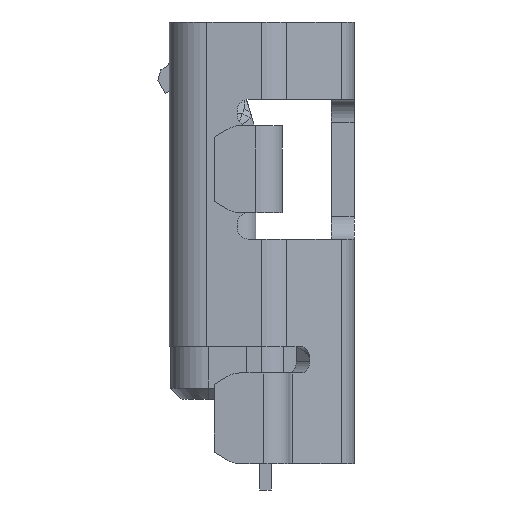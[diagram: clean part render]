
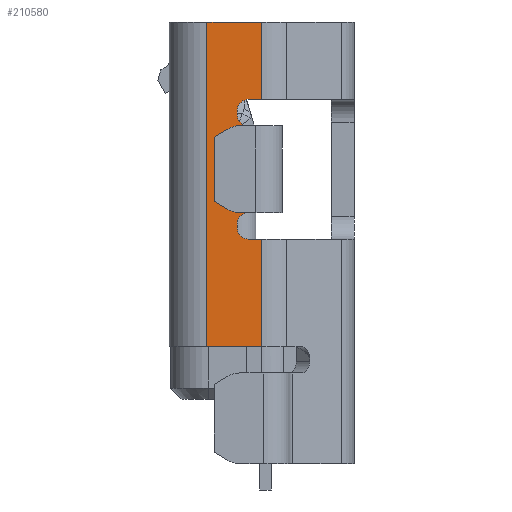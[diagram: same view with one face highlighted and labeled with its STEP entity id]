
A CAD part, left-side view. The second image highlights one B-rep face of the part: STEP entity #210580.
In plain terms, the highlighted planar face has unit normal (-1, 0, 0).
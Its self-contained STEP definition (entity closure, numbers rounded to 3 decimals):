
#182230=CARTESIAN_POINT('',(-3.75,-16.25,-0.665));
#182240=VERTEX_POINT('',#182230);
#182270=CARTESIAN_POINT('',(-3.75,-16.25,
0.059));
#182280=DIRECTION('',(0.,0.,-1.));
#182290=VECTOR('',#182280,0.724);
#182300=LINE('',#182270,#182290);
#182310=CARTESIAN_POINT('',(-3.75,-16.25,
0.059));
#182320=VERTEX_POINT('',#182310);
#182330=EDGE_CURVE('',#182320,#182240,#182300,.T.);
#183950=CARTESIAN_POINT('',(-3.75,-12.975,-0.115));
#183960=VERTEX_POINT('',#183950);
#183990=CARTESIAN_POINT('',(-3.75,-12.975,-0.115));
#184000=DIRECTION('',(0.,0.,1.));
#184010=VECTOR('',#184000,0.174);
#184020=LINE('',#183990,#184010);
#184030=CARTESIAN_POINT('',(-3.75,-12.975,
0.059));
#184040=VERTEX_POINT('',#184030);
#184050=EDGE_CURVE('',#183960,#184040,#184020,.T.);
#186260=CARTESIAN_POINT('',(-3.75,-14.825,
0.059));
#186270=VERTEX_POINT('',#186260);
#186300=CARTESIAN_POINT('',(-3.75,-14.825,
0.059));
#186310=DIRECTION('',(0.,0.,-1.));
#186320=VECTOR('',#186310,0.174);
#186330=LINE('',#186300,#186320);
#186340=CARTESIAN_POINT('',(-3.75,-14.825,-0.115));
#186350=VERTEX_POINT('',#186340);
#186360=EDGE_CURVE('',#186270,#186350,#186330,.T.);
#186620=CARTESIAN_POINT('',(-3.75,-17.8,
0.059));
#186630=DIRECTION('',(0.,-1.,0.));
#186640=VECTOR('',#186630,1.);
#186650=LINE('',#186620,#186640);
#186660=EDGE_CURVE('',#186270,#182320,#186650,.T.);
#188420=CARTESIAN_POINT('',(-3.75,-11.95,
0.059));
#188430=VERTEX_POINT('',#188420);
#188460=CARTESIAN_POINT('',(-3.75,-11.95,-0.665));
#188470=DIRECTION('',(0.,0.,1.));
#188480=VECTOR('',#188470,0.724);
#188490=LINE('',#188460,#188480);
#188500=CARTESIAN_POINT('',(-3.75,-11.95,-0.665));
#188510=VERTEX_POINT('',#188500);
#188520=EDGE_CURVE('',#188510,#188430,#188490,.T.);
#189340=CARTESIAN_POINT('',(-3.75,-17.8,-0.665));
#189350=DIRECTION('',(0.,1.,0.));
#189360=VECTOR('',#189350,1.);
#189370=LINE('',#189340,#189360);
#189380=EDGE_CURVE('',#182240,#188510,#189370,.T.);
#209520=CARTESIAN_POINT('',(-3.75,-13.175,-0.265));
#209530=VERTEX_POINT('',#209520);
#209560=CARTESIAN_POINT('',(-3.75,-13.125,-0.265));
#209570=DIRECTION('',(0.,-1.,0.));
#209580=VECTOR('',#209570,0.05);
#209590=LINE('',#209560,#209580);
#209600=CARTESIAN_POINT('',(-3.75,-13.125,-0.265));
#209610=VERTEX_POINT('',#209600);
#209620=EDGE_CURVE('',#209610,#209530,#209590,.T.);
#209740=CARTESIAN_POINT('',(-3.75,-11.95,
0.003));
#209750=DIRECTION('',(-1.,-0.,-0.));
#209760=DIRECTION('',(0.,0.,-1.));
#209770=AXIS2_PLACEMENT_3D('',#209740,#209750,#209760);
#209780=PLANE('',#209770);
#209790=CARTESIAN_POINT('',(-3.75,-17.8,
0.059));
#209800=DIRECTION('',(0.,-1.,0.));
#209810=VECTOR('',#209800,1.);
#209820=LINE('',#209790,#209810);
#209830=EDGE_CURVE('',#188430,#184040,#209820,.T.);
#209840=ORIENTED_EDGE('',*,*,#209830,.F.);
#209850=ORIENTED_EDGE('',*,*,#184050,.T.);
#209860=CARTESIAN_POINT('',(-3.75,-13.125,-0.115));
#209870=DIRECTION('',(1.,0.,0.));
#209880=DIRECTION('',(0.,0.,-1.));
#209890=AXIS2_PLACEMENT_3D('',#209860,#209870,#209880);
#209900=CIRCLE('',#209890,0.15);
#209910=EDGE_CURVE('',#209610,#183960,#209900,.T.);
#209920=ORIENTED_EDGE('',*,*,#209910,.T.);
#209930=ORIENTED_EDGE('',*,*,#209620,.F.);
#209940=CARTESIAN_POINT('',(-3.75,-13.175,-0.115));
#209950=DIRECTION('',(1.,0.,0.));
#209960=DIRECTION('',(0.,-1.,0.));
#209970=AXIS2_PLACEMENT_3D('',#209940,#209950,#209960);
#209980=CIRCLE('',#209970,0.15);
#209990=CARTESIAN_POINT('',(-3.75,-13.325,-0.115));
#210000=VERTEX_POINT('',#209990);
#210010=EDGE_CURVE('',#210000,#209530,#209980,.T.);
#210020=ORIENTED_EDGE('',*,*,#210010,.T.);
#210030=CARTESIAN_POINT('',(-3.75,-13.325,
-0.065));
#210040=DIRECTION('',(0.,0.,-1.));
#210050=VECTOR('',#210040,0.05);
#210060=LINE('',#210030,#210050);
#210070=CARTESIAN_POINT('',(-3.75,-13.325,
-0.065));
#210080=VERTEX_POINT('',#210070);
#210090=EDGE_CURVE('',#210080,#210000,#210060,.T.);
#210100=ORIENTED_EDGE('',*,*,#210090,.T.);
#210110=CARTESIAN_POINT('',(-3.75,-17.8,
-0.065));
#210120=DIRECTION('',(0.,-1.,0.));
#210130=VECTOR('',#210120,1.);
#210140=LINE('',#210110,#210130);
#210150=CARTESIAN_POINT('',(-3.75,-14.475,
-0.065));
#210160=VERTEX_POINT('',#210150);
#210170=EDGE_CURVE('',#210080,#210160,#210140,.T.);
#210180=ORIENTED_EDGE('',*,*,#210170,.F.);
#210190=CARTESIAN_POINT('',(-3.75,-14.475,
-0.065));
#210200=DIRECTION('',(0.,0.,-1.));
#210210=VECTOR('',#210200,0.05);
#210220=LINE('',#210190,#210210);
#210230=CARTESIAN_POINT('',(-3.75,-14.475,-0.115));
#210240=VERTEX_POINT('',#210230);
#210250=EDGE_CURVE('',#210160,#210240,#210220,.T.);
#210260=ORIENTED_EDGE('',*,*,#210250,.F.);
#210270=CARTESIAN_POINT('',(-3.75,-14.625,-0.115));
#210280=DIRECTION('',(1.,0.,0.));
#210290=DIRECTION('',(0.,0.,-1.));
#210300=AXIS2_PLACEMENT_3D('',#210270,#210280,#210290);
#210310=CIRCLE('',#210300,0.15);
#210320=CARTESIAN_POINT('',(-3.75,-14.625,-0.265));
#210330=VERTEX_POINT('',#210320);
#210340=EDGE_CURVE('',#210330,#210240,#210310,.T.);
#210350=ORIENTED_EDGE('',*,*,#210340,.T.);
#210360=CARTESIAN_POINT('',(-3.75,-14.625,-0.265));
#210370=DIRECTION('',(0.,-1.,0.));
#210380=VECTOR('',#210370,0.05);
#210390=LINE('',#210360,#210380);
#210400=CARTESIAN_POINT('',(-3.75,-14.675,-0.265));
#210410=VERTEX_POINT('',#210400);
#210420=EDGE_CURVE('',#210330,#210410,#210390,.T.);
#210430=ORIENTED_EDGE('',*,*,#210420,.F.);
#210440=CARTESIAN_POINT('',(-3.75,-14.675,-0.115));
#210450=DIRECTION('',(1.,0.,0.));
#210460=DIRECTION('',(0.,-1.,0.));
#210470=AXIS2_PLACEMENT_3D('',#210440,#210450,#210460);
#210480=CIRCLE('',#210470,0.15);
#210490=EDGE_CURVE('',#186350,#210410,#210480,.T.);
#210500=ORIENTED_EDGE('',*,*,#210490,.T.);
#210510=ORIENTED_EDGE('',*,*,#186360,.T.);
#210520=ORIENTED_EDGE('',*,*,#186660,.F.);
#210530=ORIENTED_EDGE('',*,*,#182330,.F.);
#210540=ORIENTED_EDGE('',*,*,#189380,.F.);
#210550=ORIENTED_EDGE('',*,*,#188520,.F.);
#210560=EDGE_LOOP('',(#210550,#210540,#210530,#210520,#210510,#210500,
#210430,#210350,#210260,#210180,#210100,#210020,#209930,#209920,#209850,
#209840));
#210570=FACE_OUTER_BOUND('',#210560,.T.);
#210580=ADVANCED_FACE('',(#210570),#209780,.T.);
